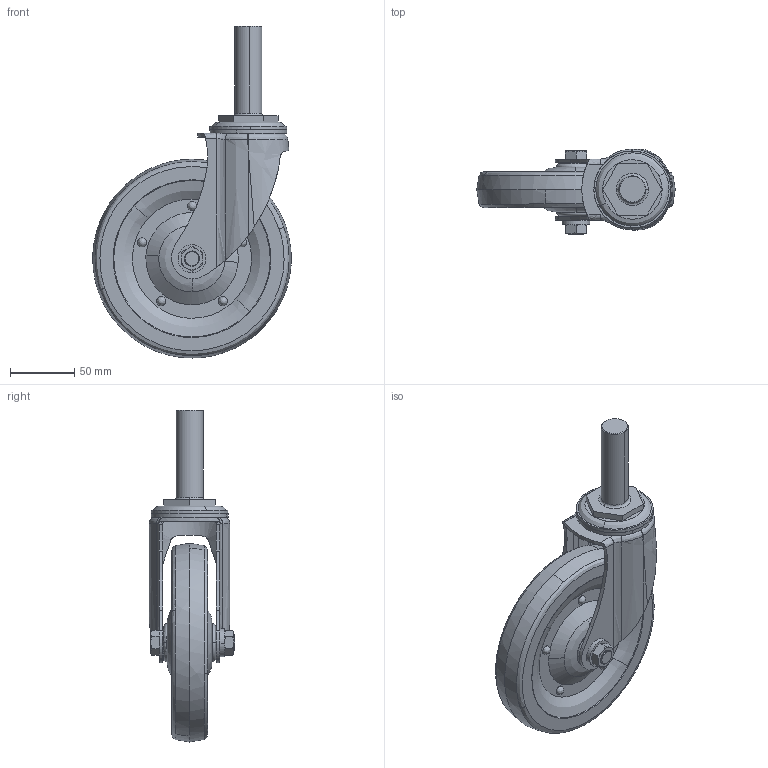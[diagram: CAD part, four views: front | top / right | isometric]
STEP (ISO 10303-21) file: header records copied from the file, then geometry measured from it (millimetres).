
FILE_DESCRIPTION((''),'2;1');
FILE_NAME('','2009-03-19T14:55:23',(''),(''),'','CADfix','');
FILE_SCHEMA(('AUTOMOTIVE_DESIGN { 1 0 10303 214 1 1 1 1 }'));
Length unit declared in the file: millimetre
Bounding box: 154.86 x 66.78 x 259 mm (x, y, z)
Volume: 553699.7 mm3; surface area: 100435.4 mm2
Topology: 4 solids, 4 shells, 229 faces, 643 edges, 446 vertices
Faces by surface type: bspline 229
Entity records: 18231 total; most frequent: CARTESIAN_POINT 14685, ORIENTED_EDGE 1280, EDGE_CURVE 640, VERTEX_POINT 446, EDGE_LOOP 264, FACE_OUTER_BOUND 229, ADVANCED_FACE 229, QUASI_UNIFORM_CURVE 158
